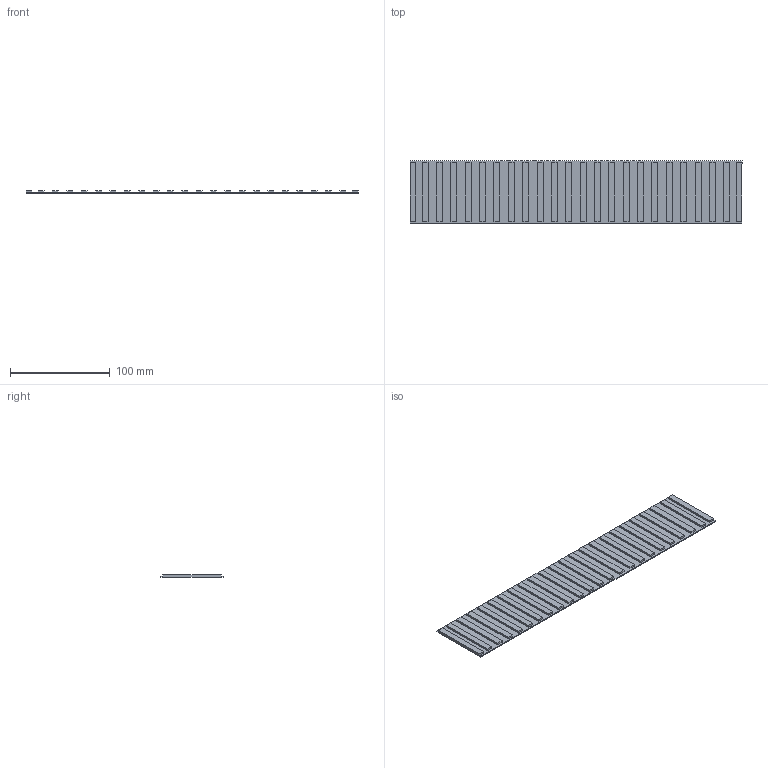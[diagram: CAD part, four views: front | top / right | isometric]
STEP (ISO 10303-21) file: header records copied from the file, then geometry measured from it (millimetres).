
FILE_DESCRIPTION(/* description */ (''),/* implementation_level */ '2;1');
FILE_NAME(/* name */ '0_15m_Joch_Gerade_Schablone.step',/* time_stamp */ '2021-12-23T21:30:37+01:00',/* author */ (''),/* organization */ (''),/* preprocessor_version */ 'ST-DEVELOPER v18.1',/* originating_system */ 'Autodesk Translation Framework v10.10.0.1391',/* authorisation */ '');
FILE_SCHEMA (('AUTOMOTIVE_DESIGN { 1 0 10303 214 3 1 1 }'));
Length unit declared in the file: millimetre
Products named in the file (1): 0_15m_Joch_Gerade_Schablone
Bounding box: 332.7 x 62.2 x 3 mm (x, y, z)
Volume: 37455.5 mm3; surface area: 54271.3 mm2
Topology: 25 solids, 25 shells, 246 faces, 588 edges, 392 vertices
Faces by surface type: plane 246
Entity records: 7069 total; most frequent: CARTESIAN_POINT 1227, ORIENTED_EDGE 1176, DIRECTION 1082, LINE 588, VECTOR 588, EDGE_CURVE 588, VERTEX_POINT 392, EDGE_LOOP 290
